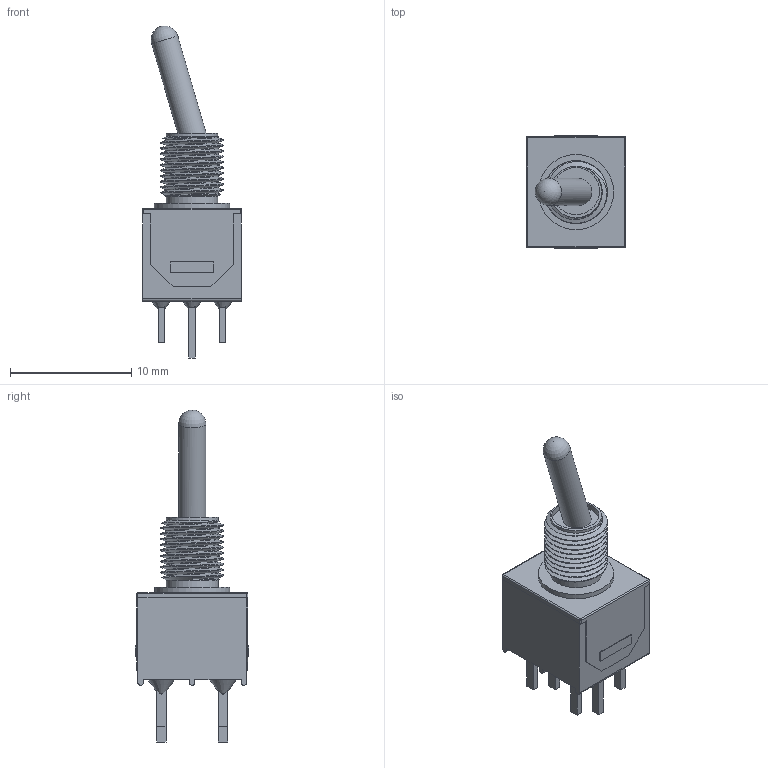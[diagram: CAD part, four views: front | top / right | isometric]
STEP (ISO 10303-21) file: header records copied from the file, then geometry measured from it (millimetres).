
FILE_DESCRIPTION(/* description */ ('Unknown'),/* implementation_level */ '2;1');
FILE_NAME(/* name */ '2MD1T1B1M2QES',/* time_stamp */ '2023-06-14T10:11:03+02:00',/* author */ ('Unknown'),/* organization */ ('Unknown'),/* preprocessor_version */ 'ST-DEVELOPER v18.1',/* originating_system */ 'Solid Edge',/* authorisation */ 'Unknown');
FILE_SCHEMA (('AUTOMOTIVE_DESIGN {1 0 10303 214 3 1 1}'));
Length unit declared in the file: millimetre
Products named in the file (1): 2MD1T1B1M2QES
Bounding box: 8.13 x 9.32 x 27.33 mm (x, y, z)
Volume: 694.6 mm3; surface area: 736.3 mm2
Topology: 1 solids, 1 shells, 113 faces, 284 edges, 180 vertices
Faces by surface type: plane 76, cylinder 21, cone 9, bspline 6, torus 1
Full cylindrical faces by diameter (mm): 2.237 x1, 3.875 x1, 4.252 x2, 6.194 x1
Entity records: 6233 total; most frequent: CARTESIAN_POINT 2924, ORIENTED_EDGE 510, DIRECTION 485, EDGE_CURVE 255, LINE 175, VECTOR 175, VERTEX_POINT 171, AXIS2_PLACEMENT_3D 155
